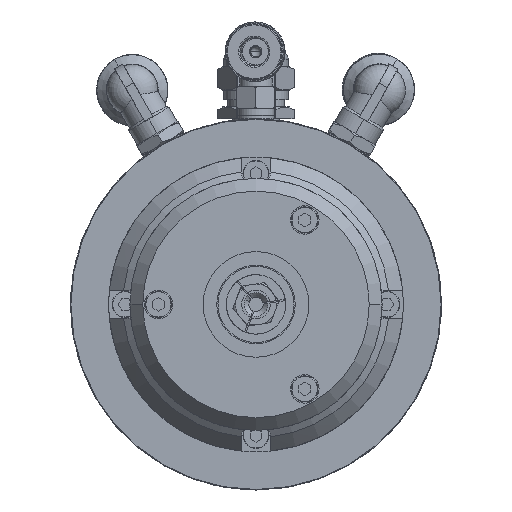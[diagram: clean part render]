
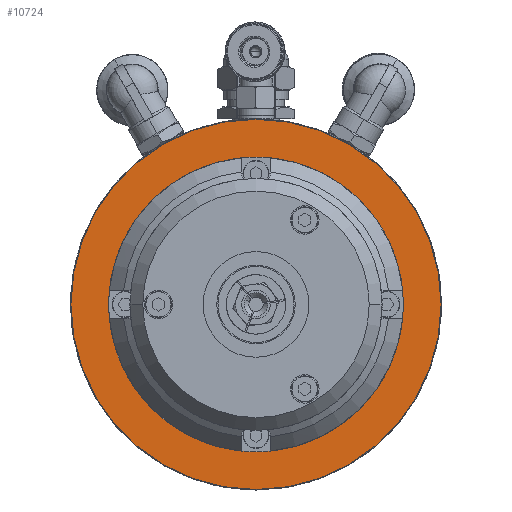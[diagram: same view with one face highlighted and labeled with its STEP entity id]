
A CAD part, left-side view. The second image highlights one B-rep face of the part: STEP entity #10724.
In plain terms, the highlighted face is planar.
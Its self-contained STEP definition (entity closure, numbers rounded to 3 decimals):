
#1460 = CARTESIAN_POINT ( 'NONE',  ( 0., 0., 0. ) ) ;
#1866 = DIRECTION ( 'NONE',  ( 1., 0., 0. ) ) ;
#2182 = FACE_OUTER_BOUND ( 'NONE', #15304, .T. ) ;
#2831 = CIRCLE ( 'NONE', #13026, 38.9 ) ;
#2952 = AXIS2_PLACEMENT_3D ( 'NONE', #14294, #9395, #17689 ) ;
#6774 = CIRCLE ( 'NONE', #15341, 38.9 ) ;
#7518 = PLANE ( 'NONE',  #2952 ) ;
#9395 = DIRECTION ( 'NONE',  ( 0., 0., 1. ) ) ;
#10120 = EDGE_CURVE ( 'NONE', #10601, #13593, #6774, .T. ) ;
#10601 = VERTEX_POINT ( 'NONE', #13929 ) ;
#10724 = ADVANCED_FACE ( 'NONE', ( #2182 ), #7518, .T. ) ;
#11513 = DIRECTION ( 'NONE',  ( 1., 0., 0. ) ) ;
#12934 = ORIENTED_EDGE ( 'NONE', *, *, #18082, .T. ) ;
#13026 = AXIS2_PLACEMENT_3D ( 'NONE', #1460, #21841, #11513 ) ;
#13593 = VERTEX_POINT ( 'NONE', #15254 ) ;
#13929 = CARTESIAN_POINT ( 'NONE',  ( 38.9, 0., 0. ) ) ;
#14294 = CARTESIAN_POINT ( 'NONE',  ( 0., 0., 0. ) ) ;
#15254 = CARTESIAN_POINT ( 'NONE',  ( -38.9, 0., 0. ) ) ;
#15304 = EDGE_LOOP ( 'NONE', ( #12934, #15777 ) ) ;
#15341 = AXIS2_PLACEMENT_3D ( 'NONE', #18732, #20432, #1866 ) ;
#15777 = ORIENTED_EDGE ( 'NONE', *, *, #10120, .T. ) ;
#17689 = DIRECTION ( 'NONE',  ( 1., 0., 0. ) ) ;
#18082 = EDGE_CURVE ( 'NONE', #13593, #10601, #2831, .T. ) ;
#18732 = CARTESIAN_POINT ( 'NONE',  ( 0., 0., 0. ) ) ;
#20432 = DIRECTION ( 'NONE',  ( 0., 0., 1. ) ) ;
#21841 = DIRECTION ( 'NONE',  ( 0., 0., 1. ) ) ;
